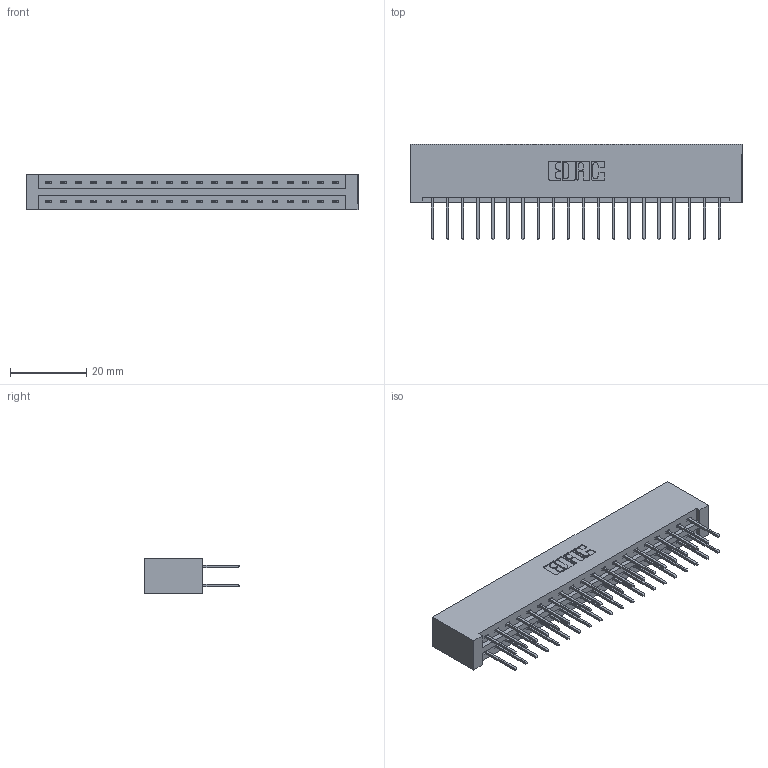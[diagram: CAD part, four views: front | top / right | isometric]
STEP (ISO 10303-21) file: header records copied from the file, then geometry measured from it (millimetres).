
FILE_DESCRIPTION (( 'STEP AP203' ), '1' );
FILE_NAME ('337-040-523-201.STEP', '2019-10-09T11:23:17', ( '' ), ( '' ), 'SwSTEP 2.0', 'SolidWorks 2016', '' );
FILE_SCHEMA (( 'CONFIG_CONTROL_DESIGN' ));
Length unit declared in the file: inch
Products named in the file (3): 337-040-523-201; 345-292-001_345-293-123; 337 Part_No Mounting Lugs
Assembly tree (41 placements, depth 2):
  337-040-523-201
    337 Part_No Mounting Lugs
    345-292-001_345-293-123  x40
Bounding box: 87.12 x 25.15 x 9.4 mm (x, y, z)
Volume: 9731.5 mm3; surface area: 11233.5 mm2
Topology: 41 solids, 41 shells, 2266 faces, 6727 edges, 4430 vertices
Faces by surface type: plane 1586, cylinder 680
Entity records: 18093 total; most frequent: CARTESIAN_POINT 3066, ORIENTED_EDGE 3002, DIRECTION 2641, EDGE_CURVE 1501, LINE 1381, VECTOR 1381, VERTEX_POINT 998, AXIS2_PLACEMENT_3D 630
